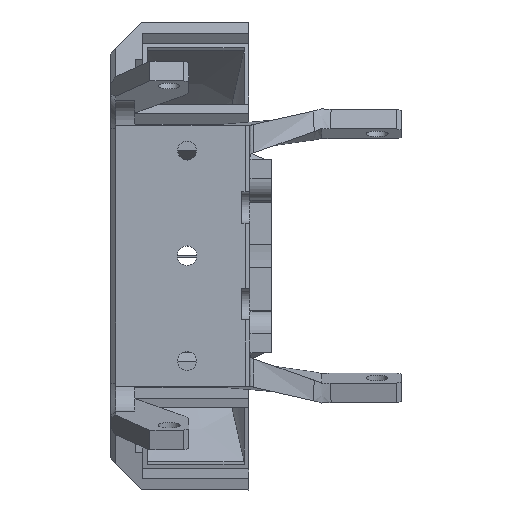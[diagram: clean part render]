
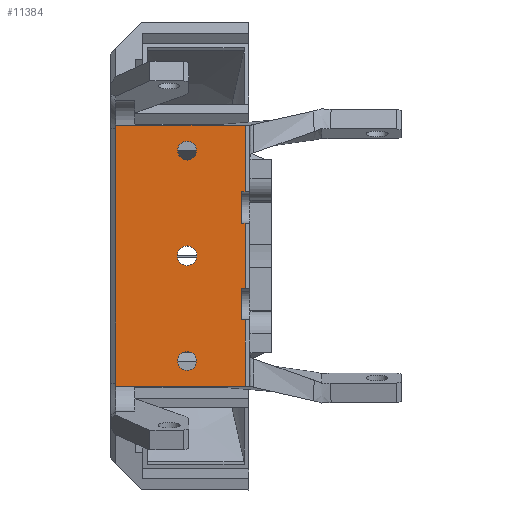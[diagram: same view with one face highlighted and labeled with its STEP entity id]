
A CAD part, top view. The second image highlights one B-rep face of the part: STEP entity #11384.
In plain terms, the highlighted planar face has unit normal (0, 0, 1).
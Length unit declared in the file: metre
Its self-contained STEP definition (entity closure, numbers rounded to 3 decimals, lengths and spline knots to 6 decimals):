
#375=CIRCLE('',#12306,0.002025);
#376=CIRCLE('',#12307,0.00195);
#377=CIRCLE('',#12308,0.00195);
#535=B_SPLINE_CURVE_WITH_KNOTS('',3,(#17218,#17219,#17220,#17221),
 .UNSPECIFIED.,.F.,.F.,(4,4),(0.,1.),.UNSPECIFIED.);
#536=B_SPLINE_CURVE_WITH_KNOTS('',3,(#17225,#17226,#17227,#17228),
 .UNSPECIFIED.,.F.,.F.,(4,4),(0.,1.),.UNSPECIFIED.);
#1498=ORIENTED_EDGE('',*,*,#4701,.T.);
#1499=ORIENTED_EDGE('',*,*,#4702,.T.);
#1500=ORIENTED_EDGE('',*,*,#4703,.T.);
#1501=ORIENTED_EDGE('',*,*,#4704,.F.);
#1502=ORIENTED_EDGE('',*,*,#4705,.F.);
#1503=ORIENTED_EDGE('',*,*,#4706,.T.);
#1504=ORIENTED_EDGE('',*,*,#4707,.T.);
#1505=ORIENTED_EDGE('',*,*,#4388,.F.);
#1506=ORIENTED_EDGE('',*,*,#4708,.F.);
#1507=ORIENTED_EDGE('',*,*,#4709,.T.);
#1508=ORIENTED_EDGE('',*,*,#4710,.T.);
#1509=ORIENTED_EDGE('',*,*,#4711,.T.);
#1510=ORIENTED_EDGE('',*,*,#4712,.T.);
#1511=ORIENTED_EDGE('',*,*,#4395,.T.);
#1512=ORIENTED_EDGE('',*,*,#4713,.T.);
#1513=ORIENTED_EDGE('',*,*,#4714,.F.);
#1514=ORIENTED_EDGE('',*,*,#4715,.F.);
#1515=ORIENTED_EDGE('',*,*,#4716,.T.);
#1516=ORIENTED_EDGE('',*,*,#4717,.T.);
#4388=EDGE_CURVE('',#5824,#6078,#7132,.T.);
#4395=EDGE_CURVE('',#5838,#6084,#7138,.T.);
#4701=EDGE_CURVE('',#6281,#6281,#375,.T.);
#4702=EDGE_CURVE('',#6282,#6283,#7359,.T.);
#4703=EDGE_CURVE('',#6283,#6284,#7360,.T.);
#4704=EDGE_CURVE('',#6285,#6284,#7361,.T.);
#4705=EDGE_CURVE('',#6286,#6285,#7362,.T.);
#4706=EDGE_CURVE('',#6286,#6287,#7363,.T.);
#4707=EDGE_CURVE('',#6287,#6078,#7364,.T.);
#4708=EDGE_CURVE('',#6288,#5824,#7365,.T.);
#4709=EDGE_CURVE('',#6288,#6289,#535,.T.);
#4710=EDGE_CURVE('',#6289,#6290,#7366,.T.);
#4711=EDGE_CURVE('',#6290,#6291,#536,.T.);
#4712=EDGE_CURVE('',#6291,#5838,#7367,.T.);
#4713=EDGE_CURVE('',#6084,#6292,#7368,.T.);
#4714=EDGE_CURVE('',#6293,#6292,#7369,.T.);
#4715=EDGE_CURVE('',#6282,#6293,#7370,.T.);
#4716=EDGE_CURVE('',#6294,#6294,#376,.T.);
#4717=EDGE_CURVE('',#6295,#6295,#377,.T.);
#5824=VERTEX_POINT('',#15974);
#5838=VERTEX_POINT('',#16002);
#6078=VERTEX_POINT('',#16564);
#6084=VERTEX_POINT('',#16580);
#6281=VERTEX_POINT('',#17203);
#6282=VERTEX_POINT('',#17205);
#6283=VERTEX_POINT('',#17206);
#6284=VERTEX_POINT('',#17208);
#6285=VERTEX_POINT('',#17210);
#6286=VERTEX_POINT('',#17212);
#6287=VERTEX_POINT('',#17214);
#6288=VERTEX_POINT('',#17217);
#6289=VERTEX_POINT('',#17222);
#6290=VERTEX_POINT('',#17224);
#6291=VERTEX_POINT('',#17229);
#6292=VERTEX_POINT('',#17232);
#6293=VERTEX_POINT('',#17234);
#6294=VERTEX_POINT('',#17237);
#6295=VERTEX_POINT('',#17239);
#7132=LINE('',#16563,#8376);
#7138=LINE('',#16581,#8382);
#7359=LINE('',#17204,#8603);
#7360=LINE('',#17207,#8604);
#7361=LINE('',#17209,#8605);
#7362=LINE('',#17211,#8606);
#7363=LINE('',#17213,#8607);
#7364=LINE('',#17215,#8608);
#7365=LINE('',#17216,#8609);
#7366=LINE('',#17223,#8610);
#7367=LINE('',#17230,#8611);
#7368=LINE('',#17231,#8612);
#7369=LINE('',#17233,#8613);
#7370=LINE('',#17235,#8614);
#8376=VECTOR('',#13300,1.);
#8382=VECTOR('',#13308,1.);
#8603=VECTOR('',#13833,1.);
#8604=VECTOR('',#13834,1.);
#8605=VECTOR('',#13835,1.);
#8606=VECTOR('',#13836,1.);
#8607=VECTOR('',#13837,1.);
#8608=VECTOR('',#13838,1.);
#8609=VECTOR('',#13839,1.);
#8610=VECTOR('',#13840,1.);
#8611=VECTOR('',#13841,1.);
#8612=VECTOR('',#13842,1.);
#8613=VECTOR('',#13843,1.);
#8614=VECTOR('',#13844,1.);
#9503=EDGE_LOOP('',(#1498));
#9504=EDGE_LOOP('',(#1499,#1500,#1501,#1502,#1503,#1504,#1505,#1506,#1507,
#1508,#1509,#1510,#1511,#1512,#1513,#1514));
#9505=EDGE_LOOP('',(#1515));
#9506=EDGE_LOOP('',(#1516));
#10246=FACE_BOUND('',#9503,.T.);
#10247=FACE_BOUND('',#9504,.T.);
#10248=FACE_BOUND('',#9505,.T.);
#10249=FACE_BOUND('',#9506,.T.);
#10920=PLANE('',#12305);
#11384=ADVANCED_FACE('',(#10246,#10247,#10248,#10249),#10920,.F.);
#12305=AXIS2_PLACEMENT_3D('',#17201,#13829,#13830);
#12306=AXIS2_PLACEMENT_3D('',#17202,#13831,#13832);
#12307=AXIS2_PLACEMENT_3D('',#17236,#13845,#13846);
#12308=AXIS2_PLACEMENT_3D('',#17238,#13847,#13848);
#13300=DIRECTION('',(0.,-1.,0.));
#13308=DIRECTION('',(0.,-1.,0.));
#13829=DIRECTION('',(0.,0.,-1.));
#13830=DIRECTION('',(-1.,0.,0.));
#13831=DIRECTION('',(0.,0.,-1.));
#13832=DIRECTION('',(-1.,0.,0.));
#13833=DIRECTION('',(0.,-1.,0.));
#13834=DIRECTION('',(1.,0.,0.));
#13835=DIRECTION('',(0.,-1.,0.));
#13836=DIRECTION('',(-1.,0.,0.));
#13837=DIRECTION('',(0.,-1.,0.));
#13838=DIRECTION('',(1.,0.,0.));
#13839=DIRECTION('',(0.,-1.,0.));
#13840=DIRECTION('',(-1.,0.,0.));
#13841=DIRECTION('',(0.,-1.,0.));
#13842=DIRECTION('',(1.,0.,0.));
#13843=DIRECTION('',(0.,-1.,0.));
#13844=DIRECTION('',(-1.,0.,0.));
#13845=DIRECTION('',(0.,0.,-1.));
#13846=DIRECTION('',(-1.,0.,0.));
#13847=DIRECTION('',(0.,0.,-1.));
#13848=DIRECTION('',(-1.,0.,0.));
#15974=CARTESIAN_POINT('',(0.027,-0.0042,0.));
#16002=CARTESIAN_POINT('',(-0.027,-0.0042,0.));
#16563=CARTESIAN_POINT('',(0.027,-0.0161,0.));
#16564=CARTESIAN_POINT('',(0.027,-0.027,0.));
#16580=CARTESIAN_POINT('',(-0.027,-0.027,0.));
#16581=CARTESIAN_POINT('',(-0.027,-0.0161,0.));
#17201=CARTESIAN_POINT('',(0.027,-0.0161,0.));
#17202=CARTESIAN_POINT('',(0.,-0.015,0.));
#17203=CARTESIAN_POINT('',(-0.002025,-0.015,0.));
#17204=CARTESIAN_POINT('',(-0.00675,-0.026198,0.));
#17205=CARTESIAN_POINT('',(-0.00675,-0.0262,0.));
#17206=CARTESIAN_POINT('',(-0.00675,-0.027,0.));
#17207=CARTESIAN_POINT('',(0.027,-0.027,0.));
#17208=CARTESIAN_POINT('',(0.00675,-0.027,0.));
#17209=CARTESIAN_POINT('',(0.00675,-0.026198,0.));
#17210=CARTESIAN_POINT('',(0.00675,-0.0262,0.));
#17211=CARTESIAN_POINT('',(0.01,-0.0262,0.));
#17212=CARTESIAN_POINT('',(0.01325,-0.0262,0.));
#17213=CARTESIAN_POINT('',(0.01325,-0.026198,0.));
#17214=CARTESIAN_POINT('',(0.01325,-0.027,0.));
#17215=CARTESIAN_POINT('',(0.027,-0.027,0.));
#17216=CARTESIAN_POINT('',(0.027,-0.0161,0.));
#17217=CARTESIAN_POINT('',(0.027,-0.000165,0.));
#17218=CARTESIAN_POINT('',(0.027,-0.000165,0.));
#17219=CARTESIAN_POINT('',(0.026785,-0.000177,0.));
#17220=CARTESIAN_POINT('',(0.02657,-0.000188,0.));
#17221=CARTESIAN_POINT('',(0.026354,-0.0002,0.));
#17222=CARTESIAN_POINT('',(0.026354,-0.0002,0.));
#17223=CARTESIAN_POINT('',(-0.027,-0.0002,0.));
#17224=CARTESIAN_POINT('',(-0.026354,-0.0002,0.));
#17225=CARTESIAN_POINT('',(-0.026354,-0.0002,0.));
#17226=CARTESIAN_POINT('',(-0.02657,-0.000188,0.));
#17227=CARTESIAN_POINT('',(-0.026785,-0.000177,0.));
#17228=CARTESIAN_POINT('',(-0.027,-0.000165,0.));
#17229=CARTESIAN_POINT('',(-0.027,-0.000165,0.));
#17230=CARTESIAN_POINT('',(-0.027,-0.0161,0.));
#17231=CARTESIAN_POINT('',(0.027,-0.027,0.));
#17232=CARTESIAN_POINT('',(-0.01325,-0.027,0.));
#17233=CARTESIAN_POINT('',(-0.01325,-0.026198,0.));
#17234=CARTESIAN_POINT('',(-0.01325,-0.0262,0.));
#17235=CARTESIAN_POINT('',(-0.01,-0.0262,0.));
#17236=CARTESIAN_POINT('',(-0.02175,-0.015,0.));
#17237=CARTESIAN_POINT('',(-0.0237,-0.015,0.));
#17238=CARTESIAN_POINT('',(0.02175,-0.015,0.));
#17239=CARTESIAN_POINT('',(0.0198,-0.015,0.));
